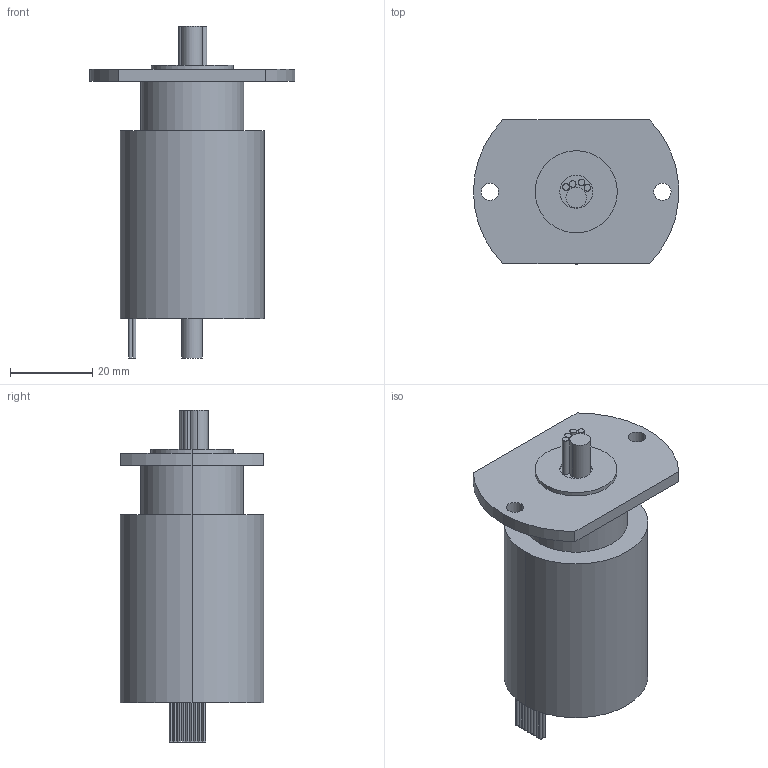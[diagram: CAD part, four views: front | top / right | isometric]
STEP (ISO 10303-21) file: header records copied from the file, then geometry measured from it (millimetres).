
FILE_DESCRIPTION (( 'STEP AP203' ), '1' );
FILE_NAME ('RX00722001-- RGZ035-P0410-1HDMI.STEP', '2020-07-25T02:17:27', ( 'gongcheng1' ), ( '' ), 'SwSTEP 2.0', 'SolidWorks 2014', '' );
FILE_SCHEMA (( 'CONFIG_CONTROL_DESIGN' ));
Length unit declared in the file: millimetre
Products named in the file (1): RX00722001-- RGZ035-P0410-1HDMI
Bounding box: 49.91 x 35 x 80.8 mm (x, y, z)
Volume: 55408.5 mm3; surface area: 11964.2 mm2
Topology: 1 solids, 1 shells, 122 faces, 259 edges, 166 vertices
Faces by surface type: cylinder 77, plane 37, cone 8
Entity records: 3384 total; most frequent: DIRECTION 653, CARTESIAN_POINT 540, ORIENTED_EDGE 502, AXIS2_PLACEMENT_3D 279, EDGE_CURVE 251, VERTEX_POINT 166, EDGE_LOOP 161, CIRCLE 156
